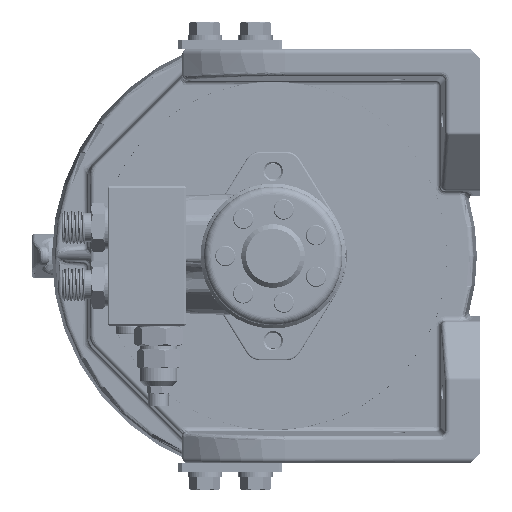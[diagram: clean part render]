
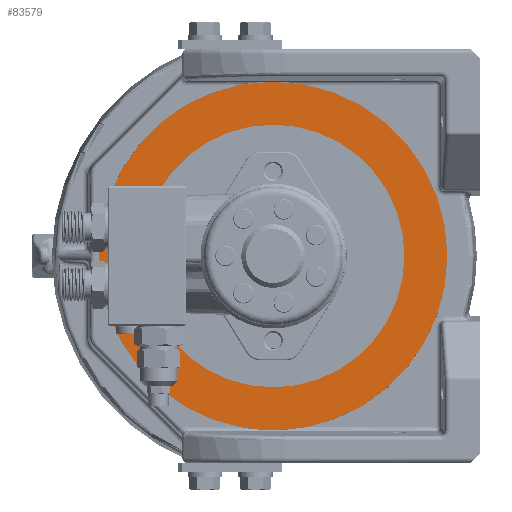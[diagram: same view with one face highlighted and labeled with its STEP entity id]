
A CAD part, left-side view. The second image highlights one B-rep face of the part: STEP entity #83579.
In plain terms, the highlighted planar face has unit normal (-1, 0, 0).
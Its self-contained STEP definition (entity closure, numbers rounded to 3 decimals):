
#1916=PLANE('',#89214);
#4114=FACE_BOUND('',#10108,.T.);
#4946=FACE_OUTER_BOUND('',#10107,.T.);
#10107=EDGE_LOOP('',(#56961,#56962));
#10108=EDGE_LOOP('',(#56963,#56964));
#15347=CIRCLE('',#89180,82.5);
#15350=CIRCLE('',#89183,82.5);
#15352=CIRCLE('',#89186,109.5);
#15353=CIRCLE('',#89187,109.5);
#33387=VERTEX_POINT('',#153754);
#33388=VERTEX_POINT('',#153755);
#33395=VERTEX_POINT('',#153791);
#33396=VERTEX_POINT('',#153793);
#42519=EDGE_CURVE('',#33387,#33388,#15347,.T.);
#42523=EDGE_CURVE('',#33388,#33387,#15350,.T.);
#42528=EDGE_CURVE('',#33396,#33395,#15352,.T.);
#42529=EDGE_CURVE('',#33395,#33396,#15353,.T.);
#56961=ORIENTED_EDGE('',*,*,#42528,.T.);
#56962=ORIENTED_EDGE('',*,*,#42529,.T.);
#56963=ORIENTED_EDGE('',*,*,#42519,.F.);
#56964=ORIENTED_EDGE('',*,*,#42523,.F.);
#83579=ADVANCED_FACE('',(#4946,#4114),#1916,.T.);
#89180=AXIS2_PLACEMENT_3D('',#153756,#100882,#100883);
#89183=AXIS2_PLACEMENT_3D('',#153762,#100889,#100890);
#89186=AXIS2_PLACEMENT_3D('',#153794,#100896,#100897);
#89187=AXIS2_PLACEMENT_3D('',#153795,#100898,#100899);
#89214=AXIS2_PLACEMENT_3D('',#154306,#100988,#100989);
#100882=DIRECTION('center_axis',(-1.,0.,0.));
#100883=DIRECTION('ref_axis',(0.,0.,1.));
#100889=DIRECTION('center_axis',(-1.,0.,0.));
#100890=DIRECTION('ref_axis',(0.,0.,1.));
#100896=DIRECTION('center_axis',(-1.,0.,0.));
#100897=DIRECTION('ref_axis',(0.,0.,1.));
#100898=DIRECTION('center_axis',(-1.,0.,0.));
#100899=DIRECTION('ref_axis',(0.,0.,1.));
#100988=DIRECTION('center_axis',(-1.,0.,0.));
#100989=DIRECTION('ref_axis',(0.,0.,1.));
#153754=CARTESIAN_POINT('',(-6.5,489.104,-61.118));
#153755=CARTESIAN_POINT('',(-6.5,489.104,103.882));
#153756=CARTESIAN_POINT('Origin',(-6.5,489.104,21.382));
#153762=CARTESIAN_POINT('Origin',(-6.5,489.104,21.382));
#153791=CARTESIAN_POINT('',(-6.5,489.104,130.882));
#153793=CARTESIAN_POINT('',(-6.5,489.104,-88.118));
#153794=CARTESIAN_POINT('Origin',(-6.5,489.104,21.382));
#153795=CARTESIAN_POINT('Origin',(-6.5,489.104,21.382));
#154306=CARTESIAN_POINT('Origin',(-6.5,489.104,21.382));
